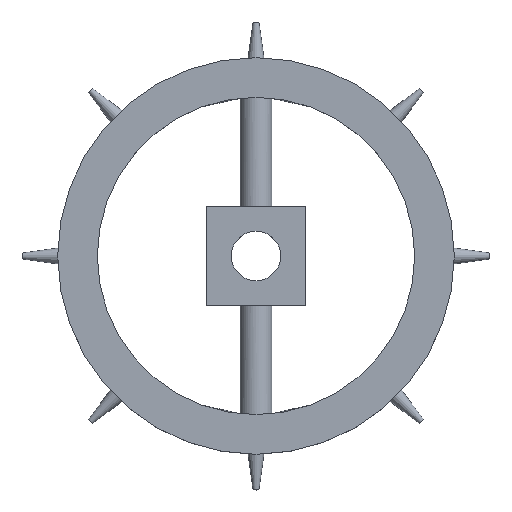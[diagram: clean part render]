
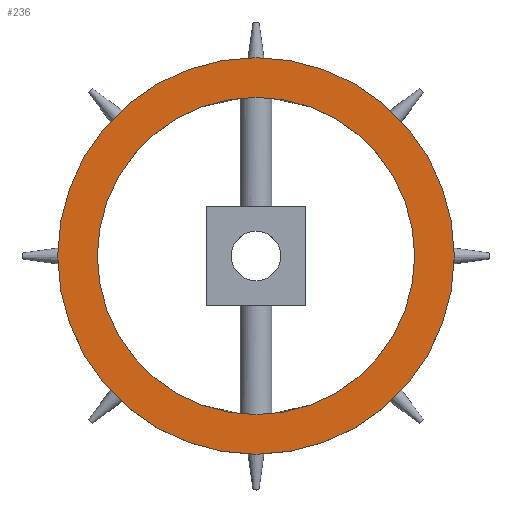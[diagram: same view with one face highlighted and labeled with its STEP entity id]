
A CAD part, top view. The second image highlights one B-rep face of the part: STEP entity #236.
In plain terms, the highlighted planar face has unit normal (0, 0, 1).
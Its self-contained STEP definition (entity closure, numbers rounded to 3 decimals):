
#115 = CARTESIAN_POINT ( 'NONE',  ( 0., 0., 20. ) ) ;
#121 = EDGE_LOOP ( 'NONE', ( #848, #916 ) ) ;
#153 = DIRECTION ( 'NONE',  ( 1., 0., 0. ) ) ;
#203 = DIRECTION ( 'NONE',  ( 0., 0., 1. ) ) ;
#226 = CIRCLE ( 'NONE', #2051, 80. ) ;
#236 = ADVANCED_FACE ( 'NONE', ( #1345, #2575 ), #928, .T. ) ;
#327 = CARTESIAN_POINT ( 'NONE',  ( 0., 0., 20. ) ) ;
#341 = DIRECTION ( 'NONE',  ( 1., 0., 0. ) ) ;
#354 = AXIS2_PLACEMENT_3D ( 'NONE', #2311, #1907, #504 ) ;
#371 = ORIENTED_EDGE ( 'NONE', *, *, #1966, .T. ) ;
#378 = DIRECTION ( 'NONE',  ( 0., 0., 1. ) ) ;
#449 = AXIS2_PLACEMENT_3D ( 'NONE', #864, #203, #1039 ) ;
#504 = DIRECTION ( 'NONE',  ( 1., 0., 0. ) ) ;
#565 = CIRCLE ( 'NONE', #2180, 100. ) ;
#568 = EDGE_CURVE ( 'NONE', #1477, #1311, #565, .T. ) ;
#707 = EDGE_CURVE ( 'NONE', #1848, #2625, #226, .T. ) ;
#848 = ORIENTED_EDGE ( 'NONE', *, *, #2534, .F. ) ;
#864 = CARTESIAN_POINT ( 'NONE',  ( 0., 0., 20. ) ) ;
#916 = ORIENTED_EDGE ( 'NONE', *, *, #707, .F. ) ;
#928 = PLANE ( 'NONE',  #1826 ) ;
#1009 = CARTESIAN_POINT ( 'NONE',  ( 80., 0., 20. ) ) ;
#1039 = DIRECTION ( 'NONE',  ( 1., 0., 0. ) ) ;
#1065 = CIRCLE ( 'NONE', #354, 100. ) ;
#1075 = CARTESIAN_POINT ( 'NONE',  ( -80., 0., 20. ) ) ;
#1173 = CARTESIAN_POINT ( 'NONE',  ( 0., 0., 20. ) ) ;
#1229 = CARTESIAN_POINT ( 'NONE',  ( -100., 0., 20. ) ) ;
#1307 = ORIENTED_EDGE ( 'NONE', *, *, #568, .T. ) ;
#1311 = VERTEX_POINT ( 'NONE', #1710 ) ;
#1345 = FACE_OUTER_BOUND ( 'NONE', #2114, .T. ) ;
#1477 = VERTEX_POINT ( 'NONE', #1229 ) ;
#1710 = CARTESIAN_POINT ( 'NONE',  ( 100., 0., 20. ) ) ;
#1826 = AXIS2_PLACEMENT_3D ( 'NONE', #115, #2159, #341 ) ;
#1848 = VERTEX_POINT ( 'NONE', #1009 ) ;
#1907 = DIRECTION ( 'NONE',  ( 0., 0., 1. ) ) ;
#1931 = CIRCLE ( 'NONE', #449, 80. ) ;
#1966 = EDGE_CURVE ( 'NONE', #1311, #1477, #1065, .T. ) ;
#1984 = DIRECTION ( 'NONE',  ( 1., 0., 0. ) ) ;
#2051 = AXIS2_PLACEMENT_3D ( 'NONE', #1173, #378, #1984 ) ;
#2114 = EDGE_LOOP ( 'NONE', ( #1307, #371 ) ) ;
#2159 = DIRECTION ( 'NONE',  ( 0., 0., 1. ) ) ;
#2180 = AXIS2_PLACEMENT_3D ( 'NONE', #327, #2371, #153 ) ;
#2311 = CARTESIAN_POINT ( 'NONE',  ( 0., 0., 20. ) ) ;
#2371 = DIRECTION ( 'NONE',  ( 0., 0., 1. ) ) ;
#2534 = EDGE_CURVE ( 'NONE', #2625, #1848, #1931, .T. ) ;
#2575 = FACE_BOUND ( 'NONE', #121, .T. ) ;
#2625 = VERTEX_POINT ( 'NONE', #1075 ) ;
